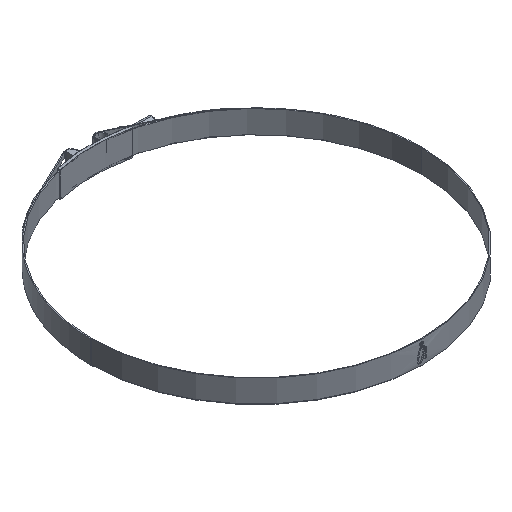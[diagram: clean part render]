
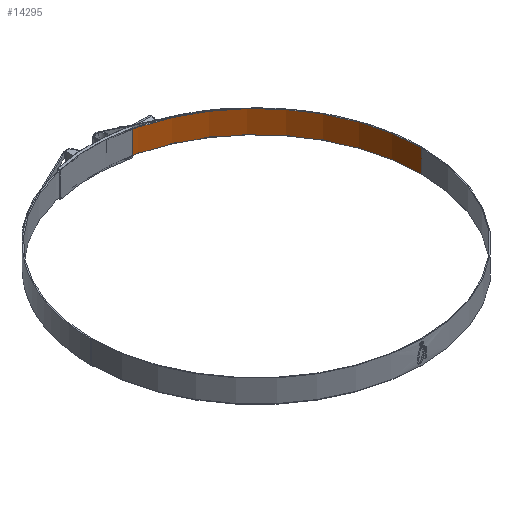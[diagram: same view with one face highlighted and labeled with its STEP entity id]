
A CAD part, isometric view. The second image highlights one B-rep face of the part: STEP entity #14295.
In plain terms, the highlighted cylindrical face has radius 140 mm (diameter 280 mm), a partial arc.
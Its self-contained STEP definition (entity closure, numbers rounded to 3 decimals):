
#33 = FACE_OUTER_BOUND ( 'NONE', #14204, .T. ) ;
#360 = CIRCLE ( 'NONE', #1791, 140. ) ;
#418 = CARTESIAN_POINT ( 'NONE',  ( 12.069, 139.479, 9.65 ) ) ;
#447 = LINE ( 'NONE', #2662, #8155 ) ;
#687 = DIRECTION ( 'NONE',  ( -1., 0., 0. ) ) ;
#1307 = ORIENTED_EDGE ( 'NONE', *, *, #7967, .T. ) ;
#1791 = AXIS2_PLACEMENT_3D ( 'NONE', #8427, #4175, #687 ) ;
#2662 = CARTESIAN_POINT ( 'NONE',  ( 12.069, 139.479, 9.65 ) ) ;
#2746 = ORIENTED_EDGE ( 'NONE', *, *, #7612, .T. ) ;
#2857 = CARTESIAN_POINT ( 'NONE',  ( 0., 0., -9.65 ) ) ;
#3229 = CARTESIAN_POINT ( 'NONE',  ( 140., 0., 9.65 ) ) ;
#3798 = VERTEX_POINT ( 'NONE', #3229 ) ;
#4175 = DIRECTION ( 'NONE',  ( 0., 0., -1. ) ) ;
#4351 = AXIS2_PLACEMENT_3D ( 'NONE', #11321, #11194, #9163 ) ;
#5367 = EDGE_CURVE ( 'NONE', #7794, #3798, #360, .T. ) ;
#5409 = CARTESIAN_POINT ( 'NONE',  ( 12.069, 139.479, -9.65 ) ) ;
#6053 = CIRCLE ( 'NONE', #14209, 140. ) ;
#6590 = DIRECTION ( 'NONE',  ( 0., 0., -1. ) ) ;
#6985 = VERTEX_POINT ( 'NONE', #8165 ) ;
#7199 = DIRECTION ( 'NONE',  ( -1., 0., 0. ) ) ;
#7612 = EDGE_CURVE ( 'NONE', #7794, #9209, #447, .T. ) ;
#7794 = VERTEX_POINT ( 'NONE', #418 ) ;
#7967 = EDGE_CURVE ( 'NONE', #9209, #6985, #6053, .T. ) ;
#8155 = VECTOR ( 'NONE', #11596, 1000. ) ;
#8165 = CARTESIAN_POINT ( 'NONE',  ( 140., 0., -9.65 ) ) ;
#8251 = ORIENTED_EDGE ( 'NONE', *, *, #5367, .F. ) ;
#8427 = CARTESIAN_POINT ( 'NONE',  ( 0., 0., 9.65 ) ) ;
#9163 = DIRECTION ( 'NONE',  ( -1., 0., 0. ) ) ;
#9209 = VERTEX_POINT ( 'NONE', #5409 ) ;
#9913 = LINE ( 'NONE', #12142, #14137 ) ;
#10648 = EDGE_CURVE ( 'NONE', #3798, #6985, #9913, .T. ) ;
#11194 = DIRECTION ( 'NONE',  ( 0., 0., -1. ) ) ;
#11261 = CYLINDRICAL_SURFACE ( 'NONE', #4351, 140. ) ;
#11321 = CARTESIAN_POINT ( 'NONE',  ( 0., 0., 9.65 ) ) ;
#11569 = DIRECTION ( 'NONE',  ( 0., 0., -1. ) ) ;
#11584 = ORIENTED_EDGE ( 'NONE', *, *, #10648, .F. ) ;
#11596 = DIRECTION ( 'NONE',  ( 0., 0., -1. ) ) ;
#12142 = CARTESIAN_POINT ( 'NONE',  ( 140., 0., 9.65 ) ) ;
#14137 = VECTOR ( 'NONE', #6590, 1000. ) ;
#14204 = EDGE_LOOP ( 'NONE', ( #11584, #8251, #2746, #1307 ) ) ;
#14209 = AXIS2_PLACEMENT_3D ( 'NONE', #2857, #11569, #7199 ) ;
#14295 = ADVANCED_FACE ( 'NONE', ( #33 ), #11261, .F. ) ;
